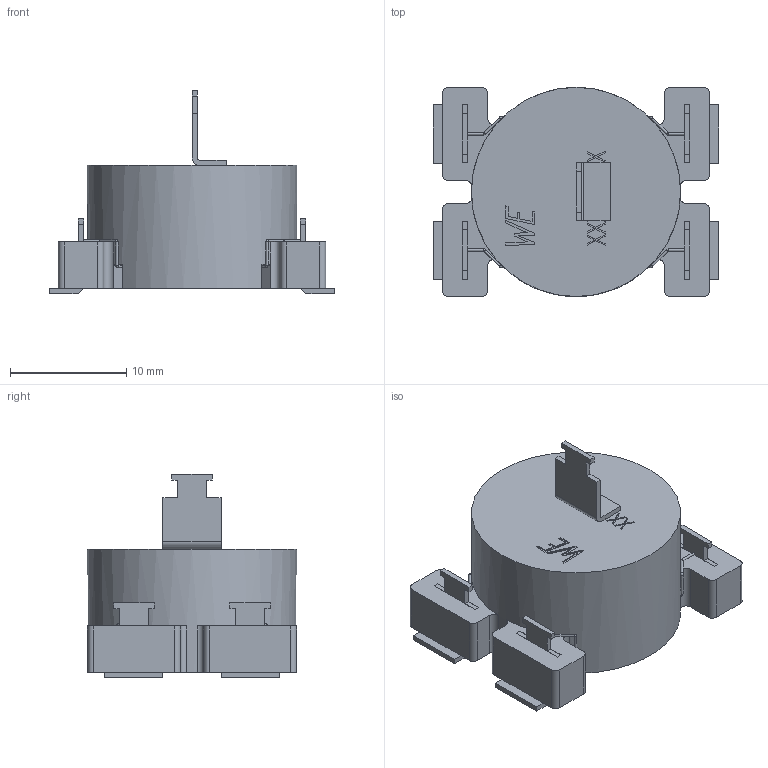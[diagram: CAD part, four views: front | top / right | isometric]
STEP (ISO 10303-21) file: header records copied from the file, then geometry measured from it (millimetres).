
FILE_DESCRIPTION( ( 'Unknown' ), '1' );
FILE_NAME( '744663xxx_SH.stp', 'Unknown', ( 'Unknown' ), ( 'Unknown' ), 'XStep 1.0', 'Unknown', ' ' );
FILE_SCHEMA( ( 'automotive_design' ) );
Length unit declared in the file: millimetre
Products named in the file (6): Assem1; Pin; base
Bounding box: 24.55 x 18 x 17.5 mm (x, y, z)
Volume: 3363.9 mm3; surface area: 6422.5 mm2
Topology: 13 solids, 13 shells, 1224 faces, 2858 edges, 1680 vertices
Faces by surface type: plane 462, cylinder 394, torus 192, bspline 176
Full cylindrical faces by diameter (mm): 0.2 x320, 7 x2, 13 x2, 16 x2, 18 x2
Entity records: 30344 total; most frequent: CARTESIAN_POINT 14413, DIRECTION 2201, ORIENTED_EDGE 2030, EDGE_CURVE 1015, EDGE_LOOP 945, AXIS2_PLACEMENT_3D 938, FACE_OUTER_BOUND 925, VERTEX_POINT 790
